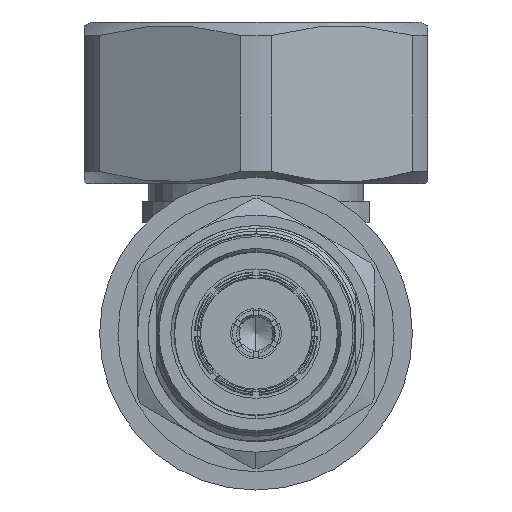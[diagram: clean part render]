
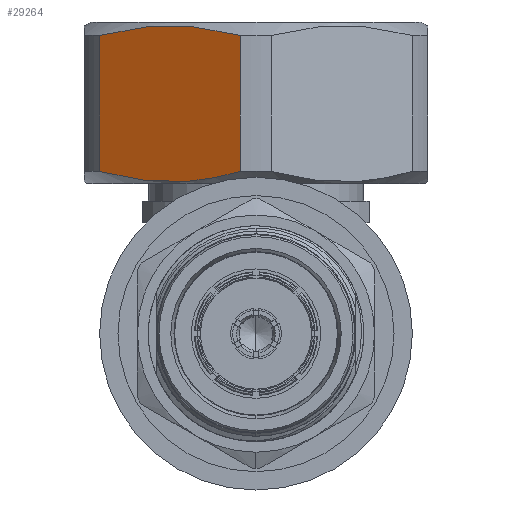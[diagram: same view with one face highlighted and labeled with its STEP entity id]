
A CAD part, left-side view. The second image highlights one B-rep face of the part: STEP entity #29264.
In plain terms, the highlighted face is planar.
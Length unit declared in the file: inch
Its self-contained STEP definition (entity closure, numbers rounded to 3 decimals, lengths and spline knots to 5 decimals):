
#48 = ORIENTED_EDGE ( 'NONE', *, *, #9462, .T. ) ;
#1280 = DIRECTION ( 'NONE',  ( -1., 0., 0. ) ) ;
#2081 = CARTESIAN_POINT ( 'NONE',  ( 0.5297, 0.69152, 0.05672 ) ) ;
#2749 = CARTESIAN_POINT ( 'NONE',  ( 0.55848, 0.61681, 0.18606 ) ) ;
#3082 = CARTESIAN_POINT ( 'NONE',  ( 0.55775, 0.46672, 0.44594 ) ) ;
#3579 = EDGE_CURVE ( 'NONE', #35528, #59157, #48532, .T. ) ;
#4137 = EDGE_LOOP ( 'NONE', ( #54736, #48, #51364, #38840 ) ) ;
#8903 = CARTESIAN_POINT ( 'NONE',  ( 0.03331, 0.69152, 0.05672 ) ) ;
#9462 = EDGE_CURVE ( 'NONE', #19740, #35528, #30394, .T. ) ;
#11470 = CARTESIAN_POINT ( 'NONE',  ( 0.5297, 0.39471, 0.57063 ) ) ;
#12194 = CARTESIAN_POINT ( 'NONE',  ( 0.55745, 0.46561, 0.44786 ) ) ;
#12516 = CARTESIAN_POINT ( 'NONE',  ( 0.559, 0.61483, 0.18949 ) ) ;
#12852 = CARTESIAN_POINT ( 'NONE',  ( 0.5681, 0.53031, 0.33585 ) ) ;
#13522 = CARTESIAN_POINT ( 'NONE',  ( 0.55191, 0.64133, 0.14361 ) ) ;
#14951 = CARTESIAN_POINT ( 'NONE',  ( 0.02226, 0.41913, 0.52833 ) ) ;
#15859 = CARTESIAN_POINT ( 'NONE',  ( 0.03331, 0.69152, 0.05672 ) ) ;
#18246 = PLANE ( 'NONE',  #39160 ) ;
#18510 = EDGE_CURVE ( 'NONE', #59157, #46326, #56897, .T. ) ;
#19740 = VERTEX_POINT ( 'NONE', #47196 ) ;
#23645 = CARTESIAN_POINT ( 'NONE',  ( 0.56536, 0.49947, 0.38923 ) ) ;
#24652 = DIRECTION ( 'NONE',  ( 1., 0., 0. ) ) ;
#27376 = CARTESIAN_POINT ( 'NONE',  ( 0.55795, 0.46746, 0.44467 ) ) ;
#28044 = CARTESIAN_POINT ( 'NONE',  ( 0.55805, 0.4678, 0.44407 ) ) ;
#28381 = CARTESIAN_POINT ( 'NONE',  ( 0.56347, 0.59549, 0.22299 ) ) ;
#29264 = ADVANCED_FACE ( 'NONE', ( #65059 ), #18246, .T. ) ;
#30394 = LINE ( 'NONE', #44529, #49290 ) ;
#33099 = CARTESIAN_POINT ( 'NONE',  ( 0.54238, 0.66597, 0.10095 ) ) ;
#33423 = CARTESIAN_POINT ( 'NONE',  ( 0.24669, 0.72421, 0.00011 ) ) ;
#33766 = CARTESIAN_POINT ( 'NONE',  ( 0.5297, 0.39471, 0.57063 ) ) ;
#34533 = CARTESIAN_POINT ( 'NONE',  ( 0.02225, 0.66705, 0.09909 ) ) ;
#34870 = CARTESIAN_POINT ( 'NONE',  ( 0.03331, 0.39471, 0.57063 ) ) ;
#35528 = VERTEX_POINT ( 'NONE', #11470 ) ;
#38150 = CARTESIAN_POINT ( 'NONE',  ( 0.55837, 0.61724, 0.18533 ) ) ;
#38477 = CARTESIAN_POINT ( 'NONE',  ( 0.55672, 0.46302, 0.45235 ) ) ;
#38840 = ORIENTED_EDGE ( 'NONE', *, *, #18510, .T. ) ;
#39145 = CARTESIAN_POINT ( 'NONE',  ( 0.56761, 0.52109, 0.3518 ) ) ;
#39160 = AXIS2_PLACEMENT_3D ( 'NONE', #33423, #59677, #24652 ) ;
#40820 = DIRECTION ( 'NONE',  ( 1., 0., 0. ) ) ;
#44185 = CARTESIAN_POINT ( 'NONE',  ( 0.56106, 0.60653, 0.20387 ) ) ;
#44529 = CARTESIAN_POINT ( 'NONE',  ( -0.44331, 0.39471, 0.57063 ) ) ;
#45946 = CARTESIAN_POINT ( 'NONE',  ( -0.0019, 0.51775, 0.35759 ) ) ;
#46326 = VERTEX_POINT ( 'NONE', #15859 ) ;
#47196 = CARTESIAN_POINT ( 'NONE',  ( 0.03331, 0.39471, 0.57063 ) ) ;
#47908 = CARTESIAN_POINT ( 'NONE',  ( 0.54429, 0.42611, 0.51626 ) ) ;
#48232 = CARTESIAN_POINT ( 'NONE',  ( 0.55869, 0.61602, 0.18743 ) ) ;
#48532 = B_SPLINE_CURVE_WITH_KNOTS ( 'NONE', 3,
 ( #33766, #59014, #47908, #48906, #54289, #38477, #12194, #3082, #27376, #28044, #58356, #23645, #39145, #12852, #63413, #59681, #59347, #52968, #28381, #44185, #64728, #12516, #48232, #2749, #38150, #13522, #33099, #53616 ),
 .UNSPECIFIED., .F., .F.,
 ( 4, 1, 1, 1, 1, 1, 2, 2, 1, 1, 2, 2, 1, 1, 1, 1, 1, 2, 2, 4 ),
 ( 0., 0.125, 0.1875, 0.21875, 0.23437, 0.24219, 0.24609, 0.25, 0.375, 0.4375, 0.46875, 0.5, 0.625, 0.6875, 0.71875, 0.73437, 0.74219, 0.74609, 0.75, 1. ),
 .UNSPECIFIED. ) ;
#48906 = CARTESIAN_POINT ( 'NONE',  ( 0.5519, 0.44735, 0.47949 ) ) ;
#49290 = VECTOR ( 'NONE', #40820, 39.37008 ) ;
#50339 = CARTESIAN_POINT ( 'NONE',  ( 0.01341, 0.44366, 0.48586 ) ) ;
#51364 = ORIENTED_EDGE ( 'NONE', *, *, #3579, .T. ) ;
#51507 = CARTESIAN_POINT ( 'NONE',  ( -0.44331, 0.69152, 0.05672 ) ) ;
#52968 = CARTESIAN_POINT ( 'NONE',  ( 0.56717, 0.57352, 0.26102 ) ) ;
#53616 = CARTESIAN_POINT ( 'NONE',  ( 0.5297, 0.69152, 0.05672 ) ) ;
#54136 = EDGE_CURVE ( 'NONE', #19740, #46326, #63645, .T. ) ;
#54289 = CARTESIAN_POINT ( 'NONE',  ( 0.5552, 0.45782, 0.46135 ) ) ;
#54736 = ORIENTED_EDGE ( 'NONE', *, *, #54136, .F. ) ;
#55400 = CARTESIAN_POINT ( 'NONE',  ( 0.01335, 0.64242, 0.14173 ) ) ;
#55720 = CARTESIAN_POINT ( 'NONE',  ( 0.00131, 0.49297, 0.40049 ) ) ;
#56897 = LINE ( 'NONE', #51507, #61441 ) ;
#58356 = CARTESIAN_POINT ( 'NONE',  ( 0.56154, 0.48076, 0.42164 ) ) ;
#59014 = CARTESIAN_POINT ( 'NONE',  ( 0.53601, 0.4074, 0.54865 ) ) ;
#59157 = VERTEX_POINT ( 'NONE', #2081 ) ;
#59347 = CARTESIAN_POINT ( 'NONE',  ( 0.56842, 0.55489, 0.29328 ) ) ;
#59677 = DIRECTION ( 'NONE',  ( 0., 0.866, 0.5 ) ) ;
#59681 = CARTESIAN_POINT ( 'NONE',  ( 0.56839, 0.53947, 0.31997 ) ) ;
#61441 = VECTOR ( 'NONE', #1280, 39.37008 ) ;
#63413 = CARTESIAN_POINT ( 'NONE',  ( 0.56833, 0.53644, 0.32523 ) ) ;
#63645 = B_SPLINE_CURVE_WITH_KNOTS ( 'NONE', 3,
 ( #34870, #14951, #50339, #55720, #45946, #66489, #65827, #55400, #34533, #8903 ),
 .UNSPECIFIED., .F., .F.,
 ( 4, 2, 2, 2, 4 ),
 ( 0.00001, 0.00379, 0.00757, 0.01135, 0.01514 ),
 .UNSPECIFIED. ) ;
#64728 = CARTESIAN_POINT ( 'NONE',  ( 0.55971, 0.61206, 0.19429 ) ) ;
#65059 = FACE_OUTER_BOUND ( 'NONE', #4137, .T. ) ;
#65827 = CARTESIAN_POINT ( 'NONE',  ( 0.00121, 0.59274, 0.22775 ) ) ;
#66489 = CARTESIAN_POINT ( 'NONE',  ( -0.00198, 0.56759, 0.27129 ) ) ;
